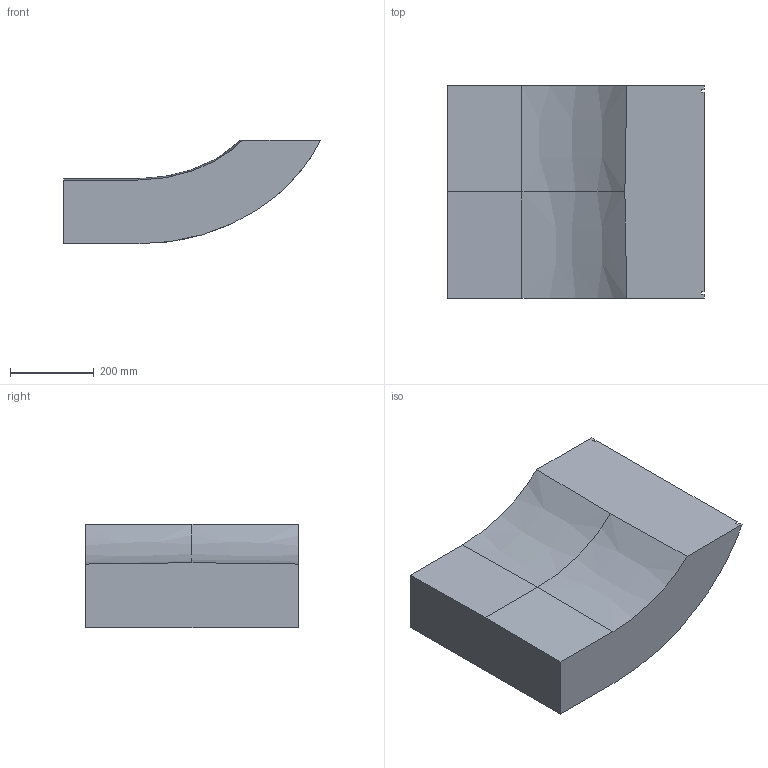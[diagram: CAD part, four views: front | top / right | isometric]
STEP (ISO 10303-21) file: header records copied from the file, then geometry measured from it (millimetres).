
FILE_DESCRIPTION(/* description */ (''),/* implementation_level */ '2;1');
FILE_NAME(/* name */ 'L - 2.step',/* time_stamp */ '2022-07-12T09:13:08-05:00',/* author */ (''),/* organization */ (''),/* preprocessor_version */ 'ST-DEVELOPER v19',/* originating_system */ 'Autodesk Translation Framework v11.7.0.108',/* authorisation */ '');
FILE_SCHEMA (('AUTOMOTIVE_DESIGN { 1 0 10303 214 3 1 1 }'));
Length unit declared in the file: inch
Products named in the file (1): L - 2
Bounding box: 613.71 x 508 x 247.65 mm (x, y, z)
Volume: 45273372.6 mm3; surface area: 960945.1 mm2
Topology: 1 solids, 1 shells, 22 faces, 59 edges, 39 vertices
Faces by surface type: plane 15, bspline 7
Entity records: 1008 total; most frequent: CARTESIAN_POINT 473, ORIENTED_EDGE 118, DIRECTION 71, EDGE_CURVE 59, LINE 39, VECTOR 39, VERTEX_POINT 39, FACE_OUTER_BOUND 22
